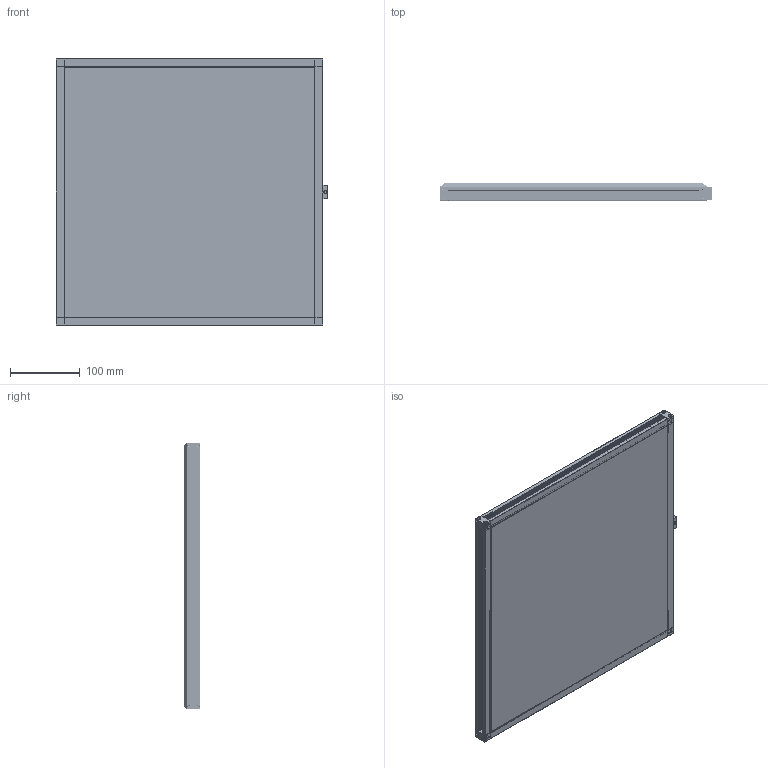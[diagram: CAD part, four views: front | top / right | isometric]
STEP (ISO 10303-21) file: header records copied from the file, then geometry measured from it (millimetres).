
FILE_DESCRIPTION (( 'STEP AP214' ), '1' );
FILE_NAME ('BL2 11YY-15YY_BL2-1414.stp', '2023-10-12T21:03:32', ( '' ), ( '' ), 'SwSTEP 2.0', 'SolidWorks 2023', '' );
FILE_SCHEMA (( 'AUTOMOTIVE_DESIGN' ));
Length unit declared in the file: inch
Products named in the file (8): 129-01-006-XXXX_129-01-006-1414; 098782_098793-14; 91251A107_91251A107; 099012-XXYY_099012-1414; 098787; BL2 11YY-15YY_BL2-1414; 095606_Default<As Machined>; 098782_098794-14
Assembly tree (27 placements, depth 2):
  BL2 11YY-15YY_BL2-1414
    129-01-006-XXXX_129-01-006-1414
    098782_098794-14
    098782_098793-14  x3
    098787  x4
    095606_Default<As Machined>
    099012-XXYY_099012-1414
    91251A107_91251A107  x16
Bounding box: 390.31 x 24.05 x 383.39 mm (x, y, z)
Volume: 1245809.3 mm3; surface area: 716424.9 mm2
Topology: 27 solids, 27 shells, 7027 faces, 18220 edges, 12080 vertices
Faces by surface type: plane 3590, cone 1746, cylinder 1570, torus 64, bspline 57
Entity records: 28262 total; most frequent: CARTESIAN_POINT 10902, ORIENTED_EDGE 3620, DIRECTION 3543, EDGE_CURVE 1810, AXIS2_PLACEMENT_3D 1231, VERTEX_POINT 1194, LINE 1081, VECTOR 1081
